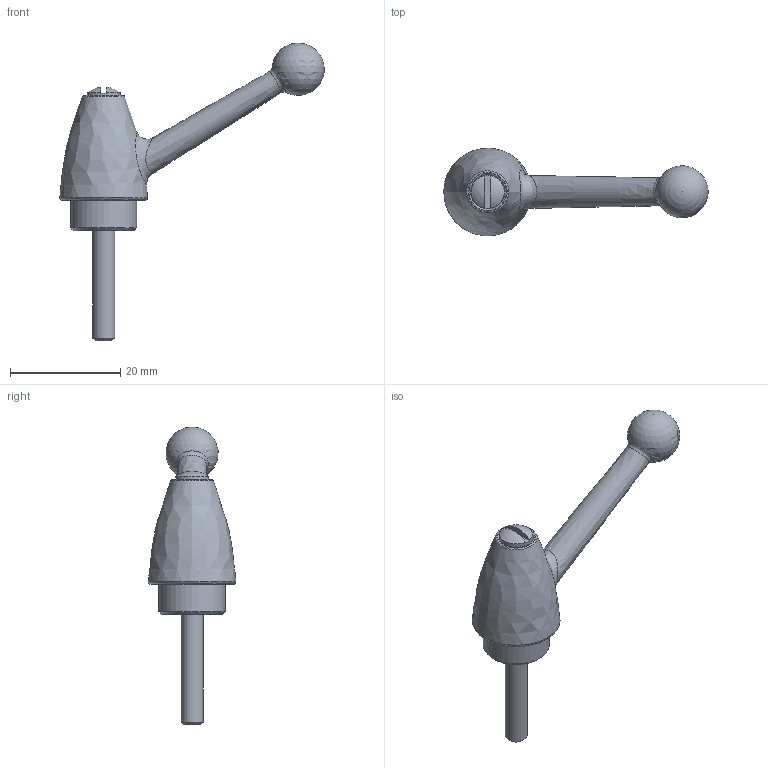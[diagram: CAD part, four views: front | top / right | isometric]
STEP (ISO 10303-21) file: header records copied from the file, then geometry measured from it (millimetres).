
FILE_DESCRIPTION( ( 'Unknown' ), '1' );
FILE_NAME( '7717005_J39_P_M04x20.stp', 'Unknown', ( 'Unknown' ), ( 'Unknown' ), 'PSStep 14.0', 'Unknown', ' ' );
FILE_SCHEMA( ( 'AUTOMOTIVE_DESIGN { 1 0 10303 214 1 1 1 1 }' ) );
Length unit declared in the file: millimetre
Products named in the file (1): 1
Bounding box: 47.9 x 15.88 x 54 mm (x, y, z)
Volume: 4524.6 mm3; surface area: 2340.7 mm2
Topology: 1 solids, 1 shells, 24 faces, 56 edges, 37 vertices
Faces by surface type: plane 8, bspline 6, cylinder 4, sphere 3, cone 2, torus 1
Full cylindrical faces by diameter (mm): 4 x1, 6 x1, 6.2 x1, 12 x1
Entity records: 6271 total; most frequent: CARTESIAN_POINT 5668, DIRECTION 76, ORIENTED_EDGE 60, EDGE_LOOP 42, AXIS2_PLACEMENT_3D 35, FACE_OUTER_BOUND 34, EDGE_CURVE 30, VERTEX_POINT 26
